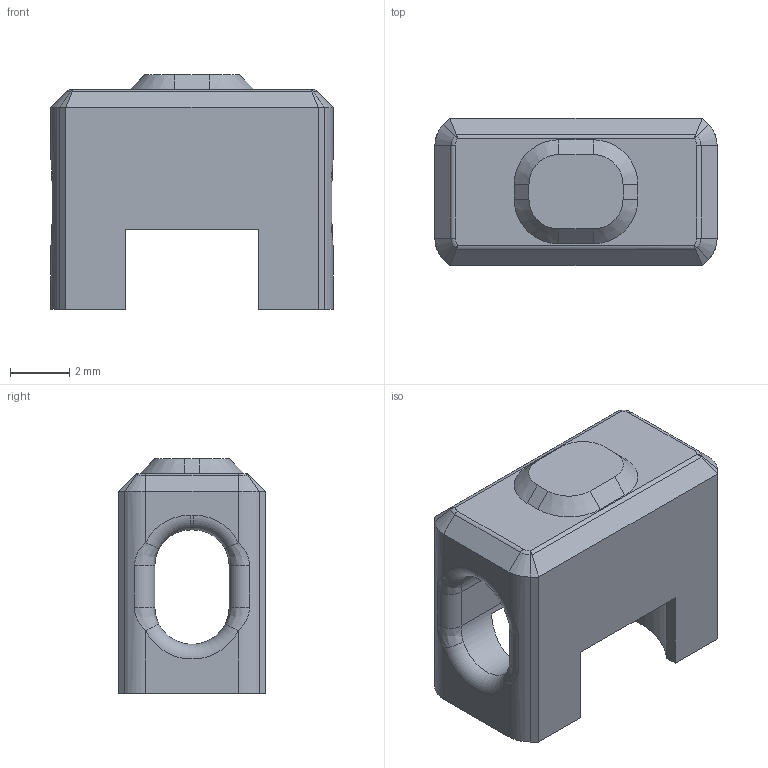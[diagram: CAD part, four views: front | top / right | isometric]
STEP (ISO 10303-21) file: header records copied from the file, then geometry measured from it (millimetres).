
FILE_DESCRIPTION(/* description */ (''),/* implementation_level */ '2;1');
FILE_NAME(/* name */ 'plunger.step',/* time_stamp */ '2022-07-08T10:01:18-07:00',/* author */ (''),/* organization */ (''),/* preprocessor_version */ 'ST-DEVELOPER v19',/* originating_system */ 'Autodesk Translation Framework v11.7.0.108',/* authorisation */ '');
FILE_SCHEMA (('AUTOMOTIVE_DESIGN { 1 0 10303 214 3 1 1 }'));
Length unit declared in the file: millimetre
Products named in the file (1): plunger
Bounding box: 9.5 x 4.95 x 7.9 mm (x, y, z)
Volume: 202.5 mm3; surface area: 333.4 mm2
Topology: 1 solids, 1 shells, 84 faces, 220 edges, 136 vertices
Faces by surface type: plane 35, cylinder 23, torus 10, cone 8, bspline 8
Entity records: 2892 total; most frequent: CARTESIAN_POINT 807, ORIENTED_EDGE 440, DIRECTION 418, EDGE_CURVE 220, AXIS2_PLACEMENT_3D 151, VERTEX_POINT 136, LINE 116, VECTOR 116
